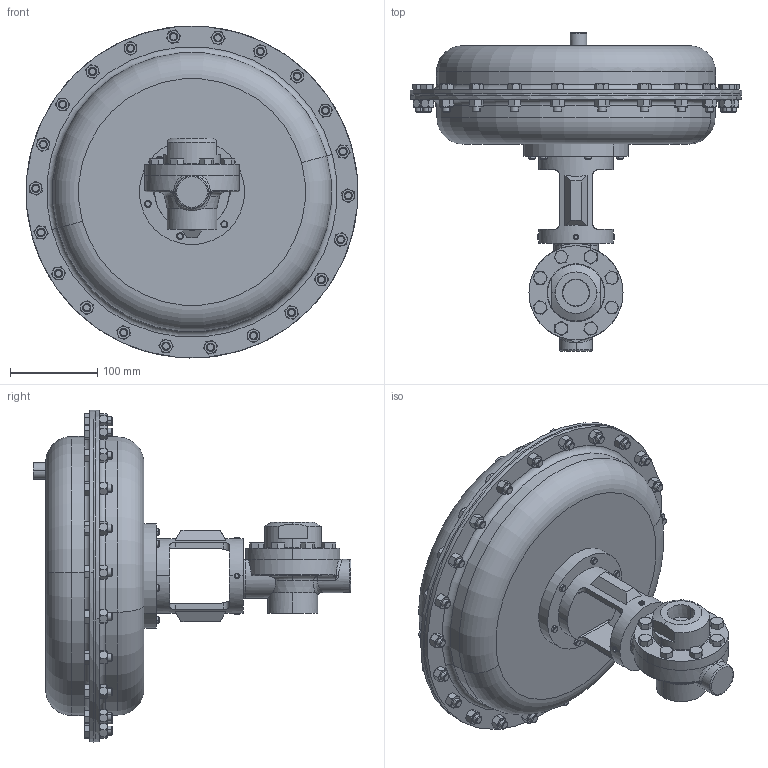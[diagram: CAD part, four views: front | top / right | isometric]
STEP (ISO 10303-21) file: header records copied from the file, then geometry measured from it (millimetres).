
FILE_DESCRIPTION (( 'STEP AP203' ), '1' );
FILE_NAME ('70-100-CS+S6-PT-85M.STEP', '2017-08-24T13:48:47', ( '' ), ( '' ), 'SwSTEP 2.0', 'SolidWorks 2014', '' );
FILE_SCHEMA (( 'CONFIG_CONTROL_DESIGN' ));
Length unit declared in the file: inch
Products named in the file (1): 70-100-CS+S6-PT-85M
Bounding box: 380.89 x 364.78 x 380.96 mm (x, y, z)
Volume: 10135306.1 mm3; surface area: 417798.7 mm2
Topology: 1 solids, 1 shells, 1122 faces, 2535 edges, 1507 vertices
Faces by surface type: cone 521, plane 461, cylinder 113, torus 19, bspline 6, sphere 2
Entity records: 35400 total; most frequent: CARTESIAN_POINT 11820, ORIENTED_EDGE 5066, DIRECTION 4551, EDGE_CURVE 2533, AXIS2_PLACEMENT_3D 1884, VERTEX_POINT 1507, EDGE_LOOP 1218, ADVANCED_FACE 1122
